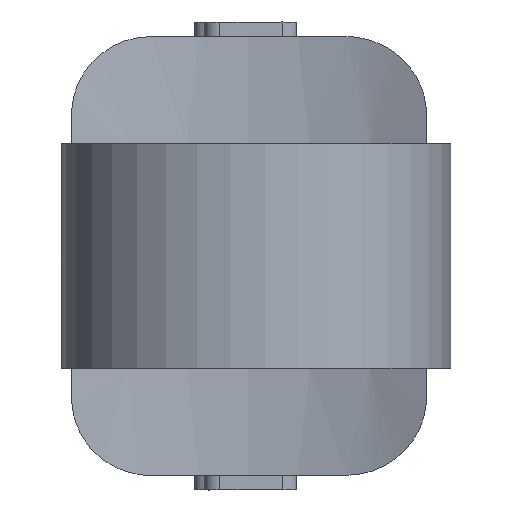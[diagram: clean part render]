
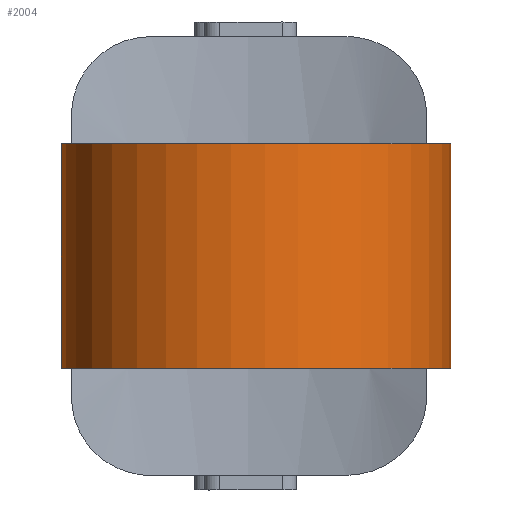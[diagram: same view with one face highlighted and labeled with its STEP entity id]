
A CAD part, left-side view. The second image highlights one B-rep face of the part: STEP entity #2004.
In plain terms, the highlighted cylindrical face has radius 20 mm (diameter 40 mm), a partial arc.
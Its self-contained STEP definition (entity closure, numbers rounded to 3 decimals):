
#23 = CARTESIAN_POINT ( 'NONE',  ( -89.978, -1.985, 11.5 ) ) ;
#47 = ORIENTED_EDGE ( 'NONE', *, *, #1171, .F. ) ;
#81 = CARTESIAN_POINT ( 'NONE',  ( -90.85, 17.996, 11.5 ) ) ;
#214 = VECTOR ( 'NONE', #1681, 1000. ) ;
#333 = EDGE_CURVE ( 'NONE', #1931, #1817, #1850, .T. ) ;
#356 = CARTESIAN_POINT ( 'NONE',  ( -89.106, -21.966, 22.5 ) ) ;
#370 = CARTESIAN_POINT ( 'NONE',  ( -89.106, -21.966, -11.5 ) ) ;
#422 = CYLINDRICAL_SURFACE ( 'NONE', #617, 20. ) ;
#496 = DIRECTION ( 'NONE',  ( 0., 0., -1. ) ) ;
#550 = EDGE_CURVE ( 'NONE', #933, #848, #1955, .T. ) ;
#578 = DIRECTION ( 'NONE',  ( 0.044, -0.999, 0. ) ) ;
#583 = CIRCLE ( 'NONE', #1132, 20. ) ;
#605 = DIRECTION ( 'NONE',  ( 0.044, -0.999, 0. ) ) ;
#607 = EDGE_CURVE ( 'NONE', #933, #1931, #1866, .T. ) ;
#617 = AXIS2_PLACEMENT_3D ( 'NONE', #1431, #621, #605 ) ;
#621 = DIRECTION ( 'NONE',  ( 0., 0., -1. ) ) ;
#677 = ORIENTED_EDGE ( 'NONE', *, *, #607, .F. ) ;
#738 = DIRECTION ( 'NONE',  ( 0., 0., -1. ) ) ;
#816 = CARTESIAN_POINT ( 'NONE',  ( -90.85, 17.996, -11.5 ) ) ;
#848 = VERTEX_POINT ( 'NONE', #816 ) ;
#933 = VERTEX_POINT ( 'NONE', #81 ) ;
#953 = CARTESIAN_POINT ( 'NONE',  ( -89.106, -21.966, 11.5 ) ) ;
#972 = ORIENTED_EDGE ( 'NONE', *, *, #550, .T. ) ;
#1092 = AXIS2_PLACEMENT_3D ( 'NONE', #23, #1349, #1160 ) ;
#1132 = AXIS2_PLACEMENT_3D ( 'NONE', #1734, #738, #578 ) ;
#1160 = DIRECTION ( 'NONE',  ( -0.044, 0.999, 0. ) ) ;
#1171 = EDGE_CURVE ( 'NONE', #1817, #848, #583, .T. ) ;
#1349 = DIRECTION ( 'NONE',  ( 0., 0., 1. ) ) ;
#1431 = CARTESIAN_POINT ( 'NONE',  ( -89.978, -1.985, 22.5 ) ) ;
#1504 = EDGE_LOOP ( 'NONE', ( #677, #972, #47, #1724 ) ) ;
#1681 = DIRECTION ( 'NONE',  ( 0., 0., -1. ) ) ;
#1724 = ORIENTED_EDGE ( 'NONE', *, *, #333, .F. ) ;
#1727 = VECTOR ( 'NONE', #496, 1000. ) ;
#1734 = CARTESIAN_POINT ( 'NONE',  ( -89.978, -1.985, -11.5 ) ) ;
#1774 = FACE_OUTER_BOUND ( 'NONE', #1504, .T. ) ;
#1817 = VERTEX_POINT ( 'NONE', #370 ) ;
#1850 = LINE ( 'NONE', #356, #214 ) ;
#1866 = CIRCLE ( 'NONE', #1092, 20. ) ;
#1931 = VERTEX_POINT ( 'NONE', #953 ) ;
#1955 = LINE ( 'NONE', #2139, #1727 ) ;
#2004 = ADVANCED_FACE ( 'NONE', ( #1774 ), #422, .T. ) ;
#2139 = CARTESIAN_POINT ( 'NONE',  ( -90.85, 17.996, 22.5 ) ) ;
